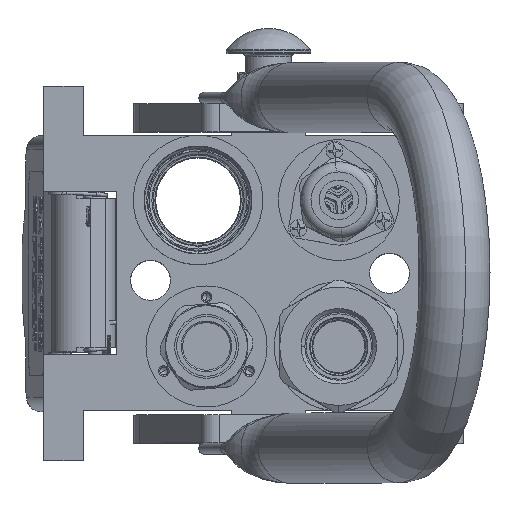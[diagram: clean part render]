
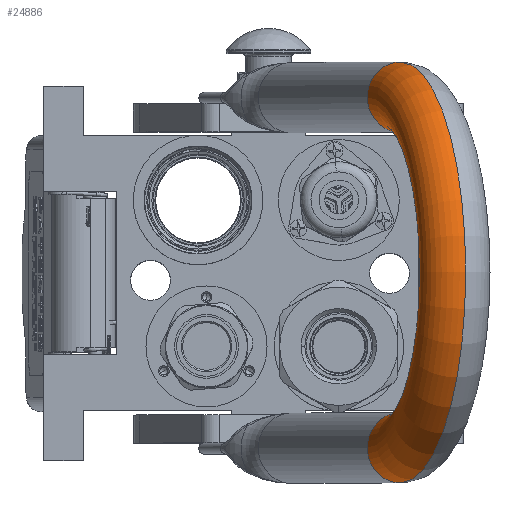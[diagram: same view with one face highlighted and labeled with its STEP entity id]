
A CAD part, top view. The second image highlights one B-rep face of the part: STEP entity #24886.
In plain terms, the highlighted toroidal (fillet/blend) face has major radius 62.25 mm and minor radius 12.5 mm.
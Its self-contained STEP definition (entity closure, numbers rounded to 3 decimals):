
#3065 = VERTEX_POINT ( 'NONE', #125385 ) ;
#9126 = EDGE_CURVE ( 'NONE', #119338, #109352, #151792, .T. ) ;
#12010 = AXIS2_PLACEMENT_3D ( 'NONE', #16649, #150647, #15474 ) ;
#14284 = EDGE_CURVE ( 'NONE', #3065, #171003, #157458, .T. ) ;
#15474 = DIRECTION ( 'NONE',  ( -1., 0., 0. ) ) ;
#16649 = CARTESIAN_POINT ( 'NONE',  ( 0., 0., 125.25 ) ) ;
#20527 = DIRECTION ( 'NONE',  ( 0., 1., 0. ) ) ;
#21724 = AXIS2_PLACEMENT_3D ( 'NONE', #99792, #20527, #138237 ) ;
#24886 = ADVANCED_FACE ( 'NONE', ( #125446 ), #37845, .T. ) ;
#24924 = DIRECTION ( 'NONE',  ( 0., 0., 1. ) ) ;
#33037 = CARTESIAN_POINT ( 'NONE',  ( -49.75, 0., 125.25 ) ) ;
#35431 = ORIENTED_EDGE ( 'NONE', *, *, #171763, .F. ) ;
#37845 = TOROIDAL_SURFACE ( 'NONE', #21724, 62.25, 12.5 ) ;
#41932 = ORIENTED_EDGE ( 'NONE', *, *, #14284, .T. ) ;
#46594 = CARTESIAN_POINT ( 'NONE',  ( 62.25, 0., 125.25 ) ) ;
#50578 = DIRECTION ( 'NONE',  ( -1., 0., 0. ) ) ;
#52311 = CARTESIAN_POINT ( 'NONE',  ( -62.25, 0., 125.25 ) ) ;
#56462 = DIRECTION ( 'NONE',  ( -1., 0., 0. ) ) ;
#60023 = DIRECTION ( 'NONE',  ( 0., 0., -1. ) ) ;
#61815 = EDGE_CURVE ( 'NONE', #171003, #109352, #90594, .T. ) ;
#76786 = EDGE_LOOP ( 'NONE', ( #161973, #140196, #35431, #41932 ) ) ;
#90594 = CIRCLE ( 'NONE', #137489, 49.75 ) ;
#94411 = CARTESIAN_POINT ( 'NONE',  ( 49.75, 0., 125.25 ) ) ;
#95314 = AXIS2_PLACEMENT_3D ( 'NONE', #52311, #24924, #50578 ) ;
#96065 = DIRECTION ( 'NONE',  ( 0., 1., 0. ) ) ;
#99792 = CARTESIAN_POINT ( 'NONE',  ( 0., 0., 125.25 ) ) ;
#101358 = AXIS2_PLACEMENT_3D ( 'NONE', #46594, #60023, #153235 ) ;
#109352 = VERTEX_POINT ( 'NONE', #94411 ) ;
#109410 = CARTESIAN_POINT ( 'NONE',  ( 74.75, 0., 125.25 ) ) ;
#114795 = CIRCLE ( 'NONE', #12010, 74.75 ) ;
#119338 = VERTEX_POINT ( 'NONE', #109410 ) ;
#122279 = CARTESIAN_POINT ( 'NONE',  ( 0., 0., 125.25 ) ) ;
#125385 = CARTESIAN_POINT ( 'NONE',  ( -74.75, 0., 125.25 ) ) ;
#125446 = FACE_OUTER_BOUND ( 'NONE', #76786, .T. ) ;
#137489 = AXIS2_PLACEMENT_3D ( 'NONE', #122279, #96065, #56462 ) ;
#138237 = DIRECTION ( 'NONE',  ( 1., 0., 0. ) ) ;
#140196 = ORIENTED_EDGE ( 'NONE', *, *, #9126, .F. ) ;
#150647 = DIRECTION ( 'NONE',  ( 0., 1., 0. ) ) ;
#151792 = CIRCLE ( 'NONE', #101358, 12.5 ) ;
#153235 = DIRECTION ( 'NONE',  ( 1., 0., 0. ) ) ;
#157458 = CIRCLE ( 'NONE', #95314, 12.5 ) ;
#161973 = ORIENTED_EDGE ( 'NONE', *, *, #61815, .T. ) ;
#171003 = VERTEX_POINT ( 'NONE', #33037 ) ;
#171763 = EDGE_CURVE ( 'NONE', #3065, #119338, #114795, .T. ) ;
